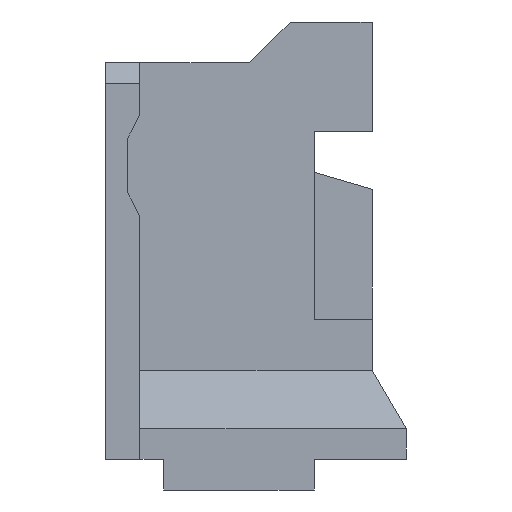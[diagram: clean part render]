
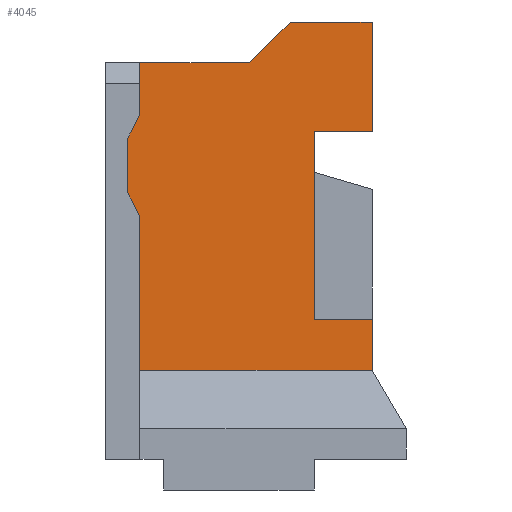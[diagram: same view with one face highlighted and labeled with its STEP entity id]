
A CAD part, left-side view. The second image highlights one B-rep face of the part: STEP entity #4045.
In plain terms, the highlighted planar face has unit normal (-1, 0, 0).
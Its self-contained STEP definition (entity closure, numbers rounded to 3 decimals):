
#490 = DIRECTION ( 'NONE',  ( 1., 0., 0. ) ) ;
#565 = VERTEX_POINT ( 'NONE', #4997 ) ;
#601 = VECTOR ( 'NONE', #9939, 1000. ) ;
#891 = EDGE_CURVE ( 'NONE', #13764, #8381, #10577, .T. ) ;
#941 = VECTOR ( 'NONE', #8015, 1000. ) ;
#1155 = DIRECTION ( 'NONE',  ( 0., -1., 0. ) ) ;
#1263 = LINE ( 'NONE', #9943, #7940 ) ;
#1294 = VERTEX_POINT ( 'NONE', #8445 ) ;
#1386 = CARTESIAN_POINT ( 'NONE',  ( -1.25, -2.3, 0.6 ) ) ;
#1543 = CARTESIAN_POINT ( 'NONE',  ( -1.25, -2.3, -1. ) ) ;
#1624 = EDGE_CURVE ( 'NONE', #4709, #13416, #11598, .T. ) ;
#1641 = ORIENTED_EDGE ( 'NONE', *, *, #12073, .F. ) ;
#1929 = CARTESIAN_POINT ( 'NONE',  ( -1.25, -1.1, 0.6 ) ) ;
#2061 = ORIENTED_EDGE ( 'NONE', *, *, #2066, .F. ) ;
#2066 = EDGE_CURVE ( 'NONE', #6629, #2238, #1263, .T. ) ;
#2179 = VERTEX_POINT ( 'NONE', #4438 ) ;
#2238 = VERTEX_POINT ( 'NONE', #10075 ) ;
#2314 = EDGE_CURVE ( 'NONE', #2238, #12016, #6772, .T. ) ;
#2368 = LINE ( 'NONE', #11679, #4287 ) ;
#2379 = CARTESIAN_POINT ( 'NONE',  ( -1.25, 1.1, 0. ) ) ;
#2406 = EDGE_CURVE ( 'NONE', #8381, #9744, #13757, .T. ) ;
#2859 = CARTESIAN_POINT ( 'NONE',  ( -1.25, 1.1, 0. ) ) ;
#3273 = VECTOR ( 'NONE', #6209, 1000. ) ;
#3498 = LINE ( 'NONE', #13633, #10833 ) ;
#3584 = VERTEX_POINT ( 'NONE', #2859 ) ;
#4026 = EDGE_CURVE ( 'NONE', #9780, #6698, #11200, .T. ) ;
#4045 = ADVANCED_FACE ( 'NONE', ( #13467 ), #9410, .F. ) ;
#4090 = VECTOR ( 'NONE', #8921, 1000. ) ;
#4287 = VECTOR ( 'NONE', #14009, 1000. ) ;
#4351 = CARTESIAN_POINT ( 'NONE',  ( -1.25, 3.057, -3.75 ) ) ;
#4363 = VECTOR ( 'NONE', #4746, 1000. ) ;
#4438 = CARTESIAN_POINT ( 'NONE',  ( -1.25, 1.1, -2.25 ) ) ;
#4709 = VERTEX_POINT ( 'NONE', #7980 ) ;
#4746 = DIRECTION ( 'NONE',  ( 0., 0., -1. ) ) ;
#4874 = CARTESIAN_POINT ( 'NONE',  ( -1.25, 1.1, -0.75 ) ) ;
#4969 = LINE ( 'NONE', #4351, #4090 ) ;
#4997 = CARTESIAN_POINT ( 'NONE',  ( -1.25, 1.1, -4.5 ) ) ;
#5282 = VECTOR ( 'NONE', #9273, 1000. ) ;
#5346 = ORIENTED_EDGE ( 'NONE', *, *, #7331, .F. ) ;
#5483 = DIRECTION ( 'NONE',  ( 0., 1., 0. ) ) ;
#5567 = ORIENTED_EDGE ( 'NONE', *, *, #2314, .F. ) ;
#5603 = LINE ( 'NONE', #9210, #4363 ) ;
#5882 = ORIENTED_EDGE ( 'NONE', *, *, #12287, .F. ) ;
#6107 = DIRECTION ( 'NONE',  ( 0., 0., 1. ) ) ;
#6209 = DIRECTION ( 'NONE',  ( 0., -1., 0. ) ) ;
#6329 = EDGE_CURVE ( 'NONE', #3584, #13764, #11637, .T. ) ;
#6426 = ORIENTED_EDGE ( 'NONE', *, *, #6639, .F. ) ;
#6502 = ORIENTED_EDGE ( 'NONE', *, *, #891, .F. ) ;
#6629 = VERTEX_POINT ( 'NONE', #1543 ) ;
#6639 = EDGE_CURVE ( 'NONE', #6698, #3584, #13584, .T. ) ;
#6698 = VERTEX_POINT ( 'NONE', #13941 ) ;
#6772 = LINE ( 'NONE', #13660, #12679 ) ;
#6822 = EDGE_CURVE ( 'NONE', #565, #2179, #10252, .T. ) ;
#7276 = ORIENTED_EDGE ( 'NONE', *, *, #14171, .F. ) ;
#7331 = EDGE_CURVE ( 'NONE', #2179, #1294, #2368, .T. ) ;
#7605 = ORIENTED_EDGE ( 'NONE', *, *, #4026, .F. ) ;
#7608 = EDGE_LOOP ( 'NONE', ( #6426, #7605, #8354, #5346, #11590, #5882, #13988, #7276, #5567, #2061, #1641, #11973, #6502, #8476 ) ) ;
#7940 = VECTOR ( 'NONE', #5483, 1000. ) ;
#7980 = CARTESIAN_POINT ( 'NONE',  ( -1.25, -2.3, -3.75 ) ) ;
#8015 = DIRECTION ( 'NONE',  ( 0., 0., -1. ) ) ;
#8354 = ORIENTED_EDGE ( 'NONE', *, *, #12036, .F. ) ;
#8381 = VERTEX_POINT ( 'NONE', #1929 ) ;
#8439 = AXIS2_PLACEMENT_3D ( 'NONE', #13881, #490, #14018 ) ;
#8445 = CARTESIAN_POINT ( 'NONE',  ( -1.25, 1.275, -1.9 ) ) ;
#8476 = ORIENTED_EDGE ( 'NONE', *, *, #6329, .F. ) ;
#8921 = DIRECTION ( 'NONE',  ( 0., -1., 0. ) ) ;
#9210 = CARTESIAN_POINT ( 'NONE',  ( -1.25, -2.3, 0.6 ) ) ;
#9234 = VECTOR ( 'NONE', #6107, 1000. ) ;
#9273 = DIRECTION ( 'NONE',  ( 0., -0.447, 0.894 ) ) ;
#9391 = VECTOR ( 'NONE', #14138, 1000. ) ;
#9410 = PLANE ( 'NONE',  #8439 ) ;
#9635 = CARTESIAN_POINT ( 'NONE',  ( -1.25, -3., -4.5 ) ) ;
#9744 = VERTEX_POINT ( 'NONE', #1386 ) ;
#9780 = VERTEX_POINT ( 'NONE', #10558 ) ;
#9939 = DIRECTION ( 'NONE',  ( 0., -0.707, 0.707 ) ) ;
#9943 = CARTESIAN_POINT ( 'NONE',  ( -1.25, -2.3, -1. ) ) ;
#10075 = CARTESIAN_POINT ( 'NONE',  ( -1.25, -1.45, -1. ) ) ;
#10252 = LINE ( 'NONE', #13001, #9391 ) ;
#10558 = CARTESIAN_POINT ( 'NONE',  ( -1.25, 1.275, -1.1 ) ) ;
#10571 = CARTESIAN_POINT ( 'NONE',  ( -1.25, 1.1, -5.8 ) ) ;
#10577 = LINE ( 'NONE', #13426, #601 ) ;
#10833 = VECTOR ( 'NONE', #13789, 1000. ) ;
#10848 = LINE ( 'NONE', #9635, #12234 ) ;
#11200 = LINE ( 'NONE', #4874, #5282 ) ;
#11492 = CARTESIAN_POINT ( 'NONE',  ( -1.25, -0.5, 0. ) ) ;
#11523 = DIRECTION ( 'NONE',  ( 0., 0., -1. ) ) ;
#11590 = ORIENTED_EDGE ( 'NONE', *, *, #6822, .F. ) ;
#11598 = LINE ( 'NONE', #14426, #941 ) ;
#11637 = LINE ( 'NONE', #2379, #14255 ) ;
#11663 = CARTESIAN_POINT ( 'NONE',  ( -1.25, -1.1, 0.6 ) ) ;
#11679 = CARTESIAN_POINT ( 'NONE',  ( -1.25, 1.1, -2.25 ) ) ;
#11973 = ORIENTED_EDGE ( 'NONE', *, *, #2406, .F. ) ;
#12016 = VERTEX_POINT ( 'NONE', #12549 ) ;
#12036 = EDGE_CURVE ( 'NONE', #1294, #9780, #3498, .T. ) ;
#12073 = EDGE_CURVE ( 'NONE', #9744, #6629, #5603, .T. ) ;
#12234 = VECTOR ( 'NONE', #13033, 1000. ) ;
#12287 = EDGE_CURVE ( 'NONE', #13416, #565, #10848, .T. ) ;
#12549 = CARTESIAN_POINT ( 'NONE',  ( -1.25, -1.45, -3.75 ) ) ;
#12679 = VECTOR ( 'NONE', #11523, 1000. ) ;
#13001 = CARTESIAN_POINT ( 'NONE',  ( -1.25, 1.1, -5.8 ) ) ;
#13033 = DIRECTION ( 'NONE',  ( 0., 1., 0. ) ) ;
#13416 = VERTEX_POINT ( 'NONE', #13836 ) ;
#13426 = CARTESIAN_POINT ( 'NONE',  ( -1.25, -0.5, 0. ) ) ;
#13467 = FACE_OUTER_BOUND ( 'NONE', #7608, .T. ) ;
#13584 = LINE ( 'NONE', #10571, #9234 ) ;
#13633 = CARTESIAN_POINT ( 'NONE',  ( -1.25, 1.275, -2.25 ) ) ;
#13660 = CARTESIAN_POINT ( 'NONE',  ( -1.25, -1.45, -1. ) ) ;
#13757 = LINE ( 'NONE', #11663, #3273 ) ;
#13764 = VERTEX_POINT ( 'NONE', #11492 ) ;
#13789 = DIRECTION ( 'NONE',  ( 0., 0., 1. ) ) ;
#13836 = CARTESIAN_POINT ( 'NONE',  ( -1.25, -2.3, -4.5 ) ) ;
#13881 = CARTESIAN_POINT ( 'NONE',  ( -1.25, 0., 0. ) ) ;
#13941 = CARTESIAN_POINT ( 'NONE',  ( -1.25, 1.1, -0.75 ) ) ;
#13988 = ORIENTED_EDGE ( 'NONE', *, *, #1624, .F. ) ;
#14009 = DIRECTION ( 'NONE',  ( 0., 0.447, 0.894 ) ) ;
#14018 = DIRECTION ( 'NONE',  ( 0., 0., -1. ) ) ;
#14138 = DIRECTION ( 'NONE',  ( 0., 0., 1. ) ) ;
#14171 = EDGE_CURVE ( 'NONE', #12016, #4709, #4969, .T. ) ;
#14255 = VECTOR ( 'NONE', #1155, 1000. ) ;
#14426 = CARTESIAN_POINT ( 'NONE',  ( -1.25, -2.3, -1.85 ) ) ;
